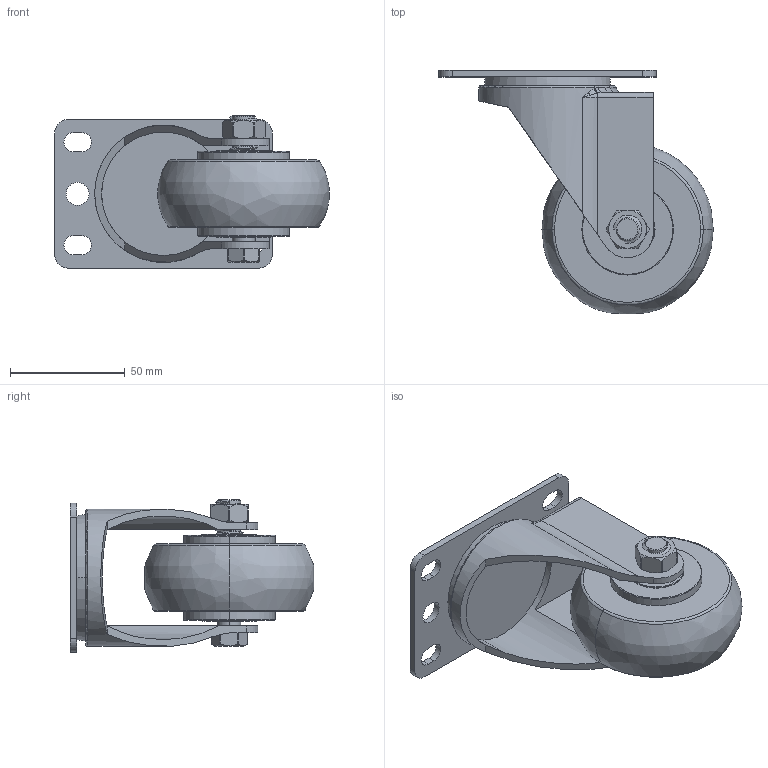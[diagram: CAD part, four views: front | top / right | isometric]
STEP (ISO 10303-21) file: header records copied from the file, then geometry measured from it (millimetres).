
FILE_DESCRIPTION((''),'2;1');
FILE_NAME('3CUN-BB-WX_ASM','2021-04-21T',('MAYANYAN'),(''),'PRO/ENGINEER BY PARAMETRIC TECHNOLOGY CORPORATION, 2013240','PRO/ENGINEER BY PARAMETRIC TECHNOLOGY CORPORATION, 2013240','');
FILE_SCHEMA(('CONFIG_CONTROL_DESIGN'));
Length unit declared in the file: millimetre
Products named in the file (6): 4CUN-DIBAN; 4CUN-WX-WANZHE; LUNZI-3CUN; LUODING-60; LUOMAO-19; 3CUN-BB-WX_ASM
Assembly tree (5 placements, depth 2):
  3CUN-BB-WX_ASM
    4CUN-DIBAN
    4CUN-WX-WANZHE
    LUNZI-3CUN
    LUODING-60
    LUOMAO-19
Bounding box: 119.9 x 106.47 x 66.5 mm (x, y, z)
Volume: 189176.6 mm3; surface area: 55900.4 mm2
Topology: 5 solids, 5 shells, 223 faces, 576 edges, 371 vertices
Faces by surface type: cylinder 99, plane 54, bspline 26, torus 24, cone 18, revolution 2
Entity records: 11197 total; most frequent: CARTESIAN_POINT 5859, ORIENTED_EDGE 1152, DIRECTION 994, EDGE_CURVE 576, AXIS2_PLACEMENT_3D 390, VERTEX_POINT 371, EDGE_LOOP 251, FACE_OUTER_BOUND 223
